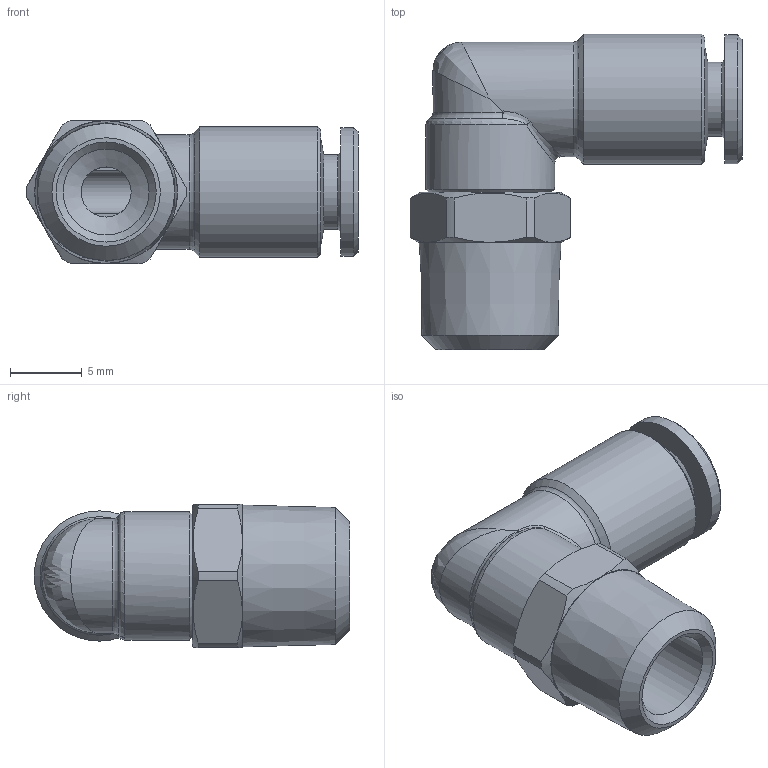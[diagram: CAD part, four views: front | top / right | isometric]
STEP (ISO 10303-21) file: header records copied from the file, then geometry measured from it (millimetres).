
FILE_DESCRIPTION( ( 'STEP AP214' ), '1' );
FILE_NAME( 'psolqas_3196_26.stp', '2020-12-01T17:09:13', ( 'License CC BY-ND 4.0' ), ( 'CADENAS' ), ' ', 'PARTsolutions', ' ' );
FILE_SCHEMA( ( 'AUTOMOTIVE_DESIGN { 1 0 10303 214 1 1 1 1 }' ) );
Length unit declared in the file: metre
Products named in the file (1): Taglia-Rivoluzione1
Bounding box: 23.2 x 22.05 x 10 mm (x, y, z)
Volume: 1657.1 mm3; surface area: 1656.1 mm2
Topology: 1 solids, 1 shells, 60 faces, 139 edges, 83 vertices
Faces by surface type: cone 19, cylinder 17, plane 15, bspline 6, torus 3
Full cylindrical faces by diameter (mm): 3 x1, 3.5 x1, 4.15 x1, 5.2 x1, 6 x1, 8 x1, 9 x2, 9.1 x1
Entity records: 2408 total; most frequent: CARTESIAN_POINT 773, DIRECTION 230, ORIENTED_EDGE 214, AXIS2_PLACEMENT_3D 108, EDGE_CURVE 107, EDGE_LOOP 88, VERTEX_POINT 77, FACE_OUTER_BOUND 69
